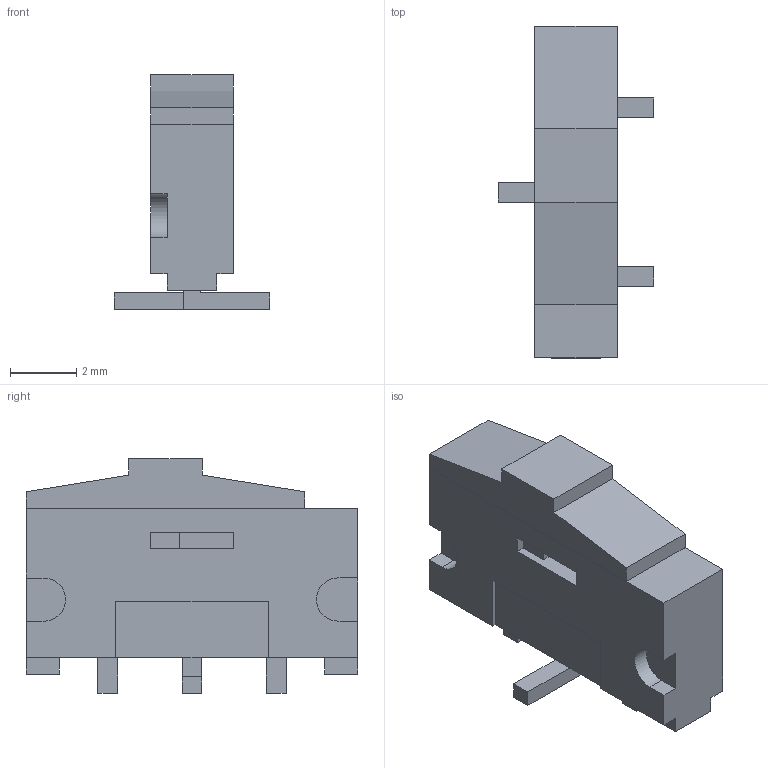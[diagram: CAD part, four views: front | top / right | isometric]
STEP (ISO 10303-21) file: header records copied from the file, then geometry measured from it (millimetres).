
FILE_DESCRIPTION(/* description */ (''),/* implementation_level */ '2;1');
FILE_NAME(/* name */ 'ESP3020.STEP.step',/* time_stamp */ '2020-04-07T23:58:03+02:00',/* author */ (''),/* organization */ (''),/* preprocessor_version */ 'ST-DEVELOPER v18',/* originating_system */ 'Autodesk Translation Framework v8.12.0.6',/* authorisation */ '');
FILE_SCHEMA (('AUTOMOTIVE_DESIGN { 1 0 10303 214 3 1 1 }'));
Length unit declared in the file: millimetre
Products named in the file (1): (Unsaved)
Bounding box: 4.7 x 10 x 7.08 mm (x, y, z)
Volume: 132.4 mm3; surface area: 267.4 mm2
Topology: 5 solids, 5 shells, 80 faces, 195 edges, 130 vertices
Faces by surface type: plane 75, cylinder 5
Full cylindrical faces by diameter (mm): 0.7 x3
Entity records: 2364 total; most frequent: CARTESIAN_POINT 406, ORIENTED_EDGE 390, DIRECTION 367, EDGE_CURVE 195, LINE 185, VECTOR 185, VERTEX_POINT 130, AXIS2_PLACEMENT_3D 91
